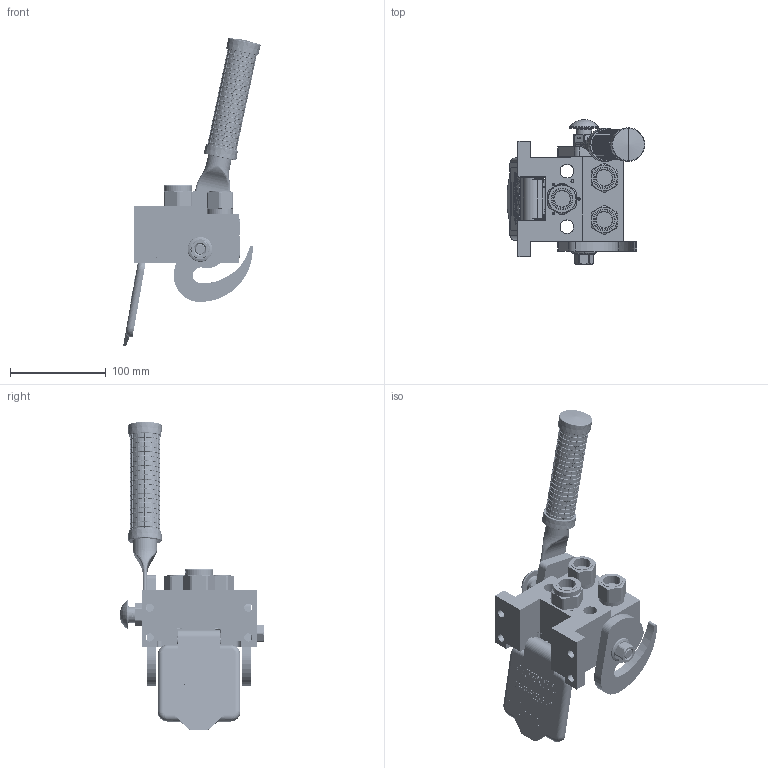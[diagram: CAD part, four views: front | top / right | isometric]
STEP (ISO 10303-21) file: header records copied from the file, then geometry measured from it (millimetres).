
FILE_DESCRIPTION (( 'STEP AP214' ), '1' );
FILE_NAME ('FASTER.step', '2024-04-12T06:11:14', ( '' ), ( '' ), 'SwSTEP 2.0', 'SolidWorks 2017', '' );
FILE_SCHEMA (( 'AUTOMOTIVE_DESIGN' ));
Length unit declared in the file: millimetre
Products named in the file (37): sicura_p5; 2ffnb12_gas_f; curs_molla_12; 4830_025_1000_000; 0048_042_0412_000; 4820_024_1003_000; 4820_001_0004_000; 4850_024_0000_012; A_2ffnb12_gas_f; 4132_014_0000_000; 4820_024_1001_010; 4132_072_0000_300; CURS_MOLLA_38; A_2ffnb38-12gasf; 4820_001_0001_004; 4142_072_1000_300; 4820_020_0000_001; 4820_024_1001_020; 1540_080_0012_000; or1_5x7_m; 2ffnb38-12gasf; 4820_024_1001_021; 4830_025_2000_000; 4830_022_0000_011; 4830_025_0000_001; 4830_001_0005_301; et011; or2x18; 4830_001_0005_300; FASTER; 4830_070_0000_001; 4820_024_1003_000_ASM; 4340_014_0000_000; 4820_024_1002_011; P306_F_BASE
Assembly tree (38 placements, depth 4):
  FASTER
    P306_F_BASE
      4820_020_0000_001
      4820_001_0001_004
      4820_001_0004_000
      4830_001_0005_300
      4830_001_0005_301
      4830_025_1000_000
      4830_022_0000_011
      4830_070_0000_001
    A_2ffnb12_gas_f
      curs_molla_12
        4340_014_0000_000
        4142_072_1000_300
      2ffnb12_gas_f
        2ffnb12_gas_f
    A_2ffnb38-12gasf  x2
      CURS_MOLLA_38
        4132_072_0000_300
        4132_014_0000_000
      2ffnb38-12gasf
        2ffnb38-12gasf
    4820_024_1003_000
      4820_024_1003_000_ASM
        4820_024_1001_010
        4820_024_1001_021
        4820_024_1002_011
      sicura_p5
        4830_025_0000_001
        or1_5x7_m
        0048_042_0412_000
      4820_024_1001_020
      1540_080_0012_000
      4850_024_0000_012
      4830_025_2000_000
      or2x18  x2
    et011
Bounding box: 143.61 x 151.03 x 321.66 mm (x, y, z)
Volume: 180402.6 mm3; surface area: 246975.5 mm2
Topology: 31 solids, 65 shells, 4425 faces, 11671 edges, 7449 vertices
Faces by surface type: plane 1818, cylinder 1610, torus 448, cone 269, bspline 246, sphere 34
Entity records: 194024 total; most frequent: CARTESIAN_POINT 88317, ORIENTED_EDGE 22347, DIRECTION 18604, EDGE_CURVE 11271, VERTEX_POINT 7227, LINE 6298, VECTOR 6298, AXIS2_PLACEMENT_3D 6153
